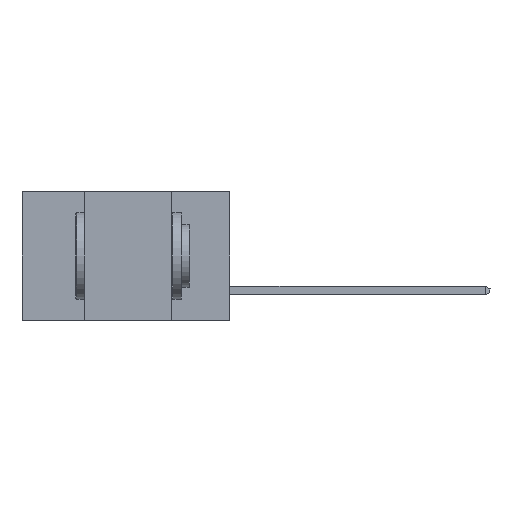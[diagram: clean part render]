
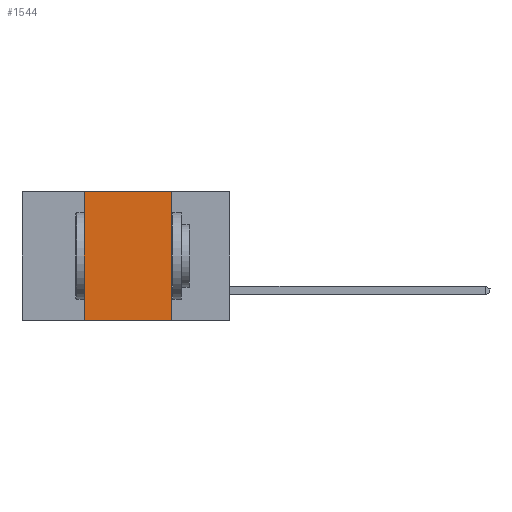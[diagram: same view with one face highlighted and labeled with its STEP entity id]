
A CAD part, left-side view. The second image highlights one B-rep face of the part: STEP entity #1544.
In plain terms, the highlighted planar face has unit normal (-1, 0, 0).
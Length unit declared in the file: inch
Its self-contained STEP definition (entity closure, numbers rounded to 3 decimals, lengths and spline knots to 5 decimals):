
#112 = DIRECTION ( 'NONE',  ( 0., 0., -1. ) ) ;
#1246 = VECTOR ( 'NONE', #17678, 39.37008 ) ;
#1486 = LINE ( 'NONE', #14236, #17932 ) ;
#1544 = ADVANCED_FACE ( 'NONE', ( #5686 ), #7157, .F. ) ;
#1742 = CARTESIAN_POINT ( 'NONE',  ( 0., 0.6, 0. ) ) ;
#2856 = VERTEX_POINT ( 'NONE', #14526 ) ;
#3315 = ORIENTED_EDGE ( 'NONE', *, *, #16395, .F. ) ;
#3997 = CARTESIAN_POINT ( 'NONE',  ( 0., 0.42, -0.37 ) ) ;
#4152 = EDGE_LOOP ( 'NONE', ( #14624, #7248, #3315, #5512 ) ) ;
#5051 = CARTESIAN_POINT ( 'NONE',  ( 0., 0.17, -0.37 ) ) ;
#5512 = ORIENTED_EDGE ( 'NONE', *, *, #11783, .T. ) ;
#5686 = FACE_OUTER_BOUND ( 'NONE', #4152, .T. ) ;
#6148 = CARTESIAN_POINT ( 'NONE',  ( 0., 0.6, -0.37 ) ) ;
#7157 = PLANE ( 'NONE',  #8344 ) ;
#7182 = VERTEX_POINT ( 'NONE', #17268 ) ;
#7248 = ORIENTED_EDGE ( 'NONE', *, *, #17053, .F. ) ;
#8344 = AXIS2_PLACEMENT_3D ( 'NONE', #1742, #8531, #112 ) ;
#8531 = DIRECTION ( 'NONE',  ( 1., 0., 0. ) ) ;
#9196 = DIRECTION ( 'NONE',  ( 0., -1., 0. ) ) ;
#10916 = VECTOR ( 'NONE', #9196, 39.37008 ) ;
#11221 = VECTOR ( 'NONE', #17740, 39.37008 ) ;
#11757 = LINE ( 'NONE', #6148, #10916 ) ;
#11783 = EDGE_CURVE ( 'NONE', #16408, #12252, #11757, .T. ) ;
#12025 = LINE ( 'NONE', #5051, #1246 ) ;
#12252 = VERTEX_POINT ( 'NONE', #16068 ) ;
#12681 = DIRECTION ( 'NONE',  ( 0., -1., 0. ) ) ;
#13457 = LINE ( 'NONE', #3997, #11221 ) ;
#14236 = CARTESIAN_POINT ( 'NONE',  ( 0., 0.6, 0. ) ) ;
#14526 = CARTESIAN_POINT ( 'NONE',  ( 0., 0.42, 0. ) ) ;
#14624 = ORIENTED_EDGE ( 'NONE', *, *, #17744, .F. ) ;
#16068 = CARTESIAN_POINT ( 'NONE',  ( 0., 0.17, -0.37 ) ) ;
#16395 = EDGE_CURVE ( 'NONE', #16408, #2856, #13457, .T. ) ;
#16408 = VERTEX_POINT ( 'NONE', #16558 ) ;
#16558 = CARTESIAN_POINT ( 'NONE',  ( 0., 0.42, -0.37 ) ) ;
#17053 = EDGE_CURVE ( 'NONE', #2856, #7182, #1486, .T. ) ;
#17268 = CARTESIAN_POINT ( 'NONE',  ( 0., 0.17, 0. ) ) ;
#17678 = DIRECTION ( 'NONE',  ( 0., 0., -1. ) ) ;
#17740 = DIRECTION ( 'NONE',  ( 0., 0., 1. ) ) ;
#17744 = EDGE_CURVE ( 'NONE', #7182, #12252, #12025, .T. ) ;
#17932 = VECTOR ( 'NONE', #12681, 39.37008 ) ;
